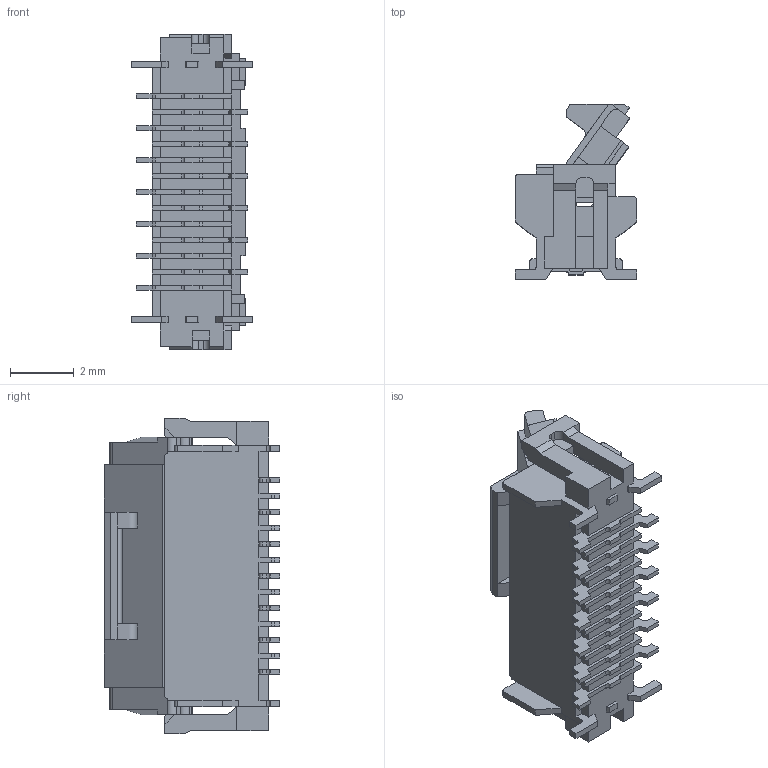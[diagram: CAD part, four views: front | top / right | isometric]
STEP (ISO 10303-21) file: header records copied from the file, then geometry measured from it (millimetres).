
FILE_DESCRIPTION(('OneSpaceDesigner STEP Export'),'2;1');
FILE_NAME('FH12-13S-0.5SV.igs.stp','2007-03-16T18:06:56',(''),(''),'OneSpace Designer STEP processor (Jan. 2003) for AP214(CD)(Solid Model)','OneSpace Designer 12.00 10-Sep-2003 (C) CoCreate Software GmbH','');
FILE_SCHEMA(('AUTOMOTIVE_DESIGN_CC2 {1 2 10303 214 -1 1 5 1}'));
Length unit declared in the file: millimetre
Products named in the file (2): FH12-13S-0.5SV_Èª
Assembly tree (1 placements, depth 2):
  FH12-13S-0.5SV_Èª
    FH12-13S-0.5SV_Èª
Bounding box: 3.8 x 5.5 x 9.9 mm (x, y, z)
Volume: 74.8 mm3; surface area: 286 mm2
Topology: 1 solids, 1 shells, 609 faces, 1795 edges, 1180 vertices
Faces by surface type: plane 497, cylinder 112
Entity records: 19122 total; most frequent: ORIENTED_EDGE 3590, CARTESIAN_POINT 3365, DIRECTION 2944, EDGE_CURVE 1795, VECTOR 1426, LINE 1426, VERTEX_POINT 1180, AXIS2_PLACEMENT_3D 759
